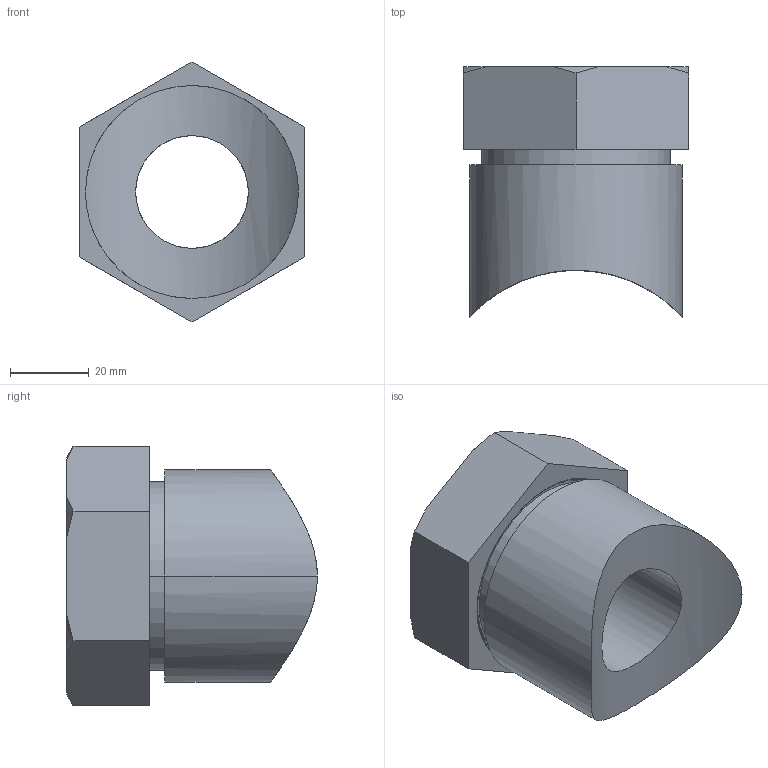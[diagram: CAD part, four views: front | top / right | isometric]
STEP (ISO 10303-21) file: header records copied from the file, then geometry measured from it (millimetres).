
FILE_DESCRIPTION((''),'2;1');
FILE_NAME('C41243_ASM','2014-12-23T',('jdetw'),(''),'PRO/ENGINEER BY PARAMETRIC TECHNOLOGY CORPORATION, 2011180','PRO/ENGINEER BY PARAMETRIC TECHNOLOGY CORPORATION, 2011180','');
FILE_SCHEMA(('CONFIG_CONTROL_DESIGN'));
Length unit declared in the file: inch
Products named in the file (3): B40429; B47357; C41243_ASM
Assembly tree (2 placements, depth 2):
  C41243_ASM
    B40429
    B47357
Bounding box: 57.15 x 63.61 x 65.99 mm (x, y, z)
Volume: 90552.2 mm3; surface area: 28791.7 mm2
Topology: 2 solids, 2 shells, 84 faces, 219 edges, 144 vertices
Faces by surface type: cylinder 45, bspline 15, plane 14, cone 10
Entity records: 8235 total; most frequent: CARTESIAN_POINT 6297, ORIENTED_EDGE 438, DIRECTION 294, EDGE_CURVE 219, VERTEX_POINT 144, AXIS2_PLACEMENT_3D 110, B_SPLINE_CURVE_WITH_KNOTS 109, EDGE_LOOP 93
